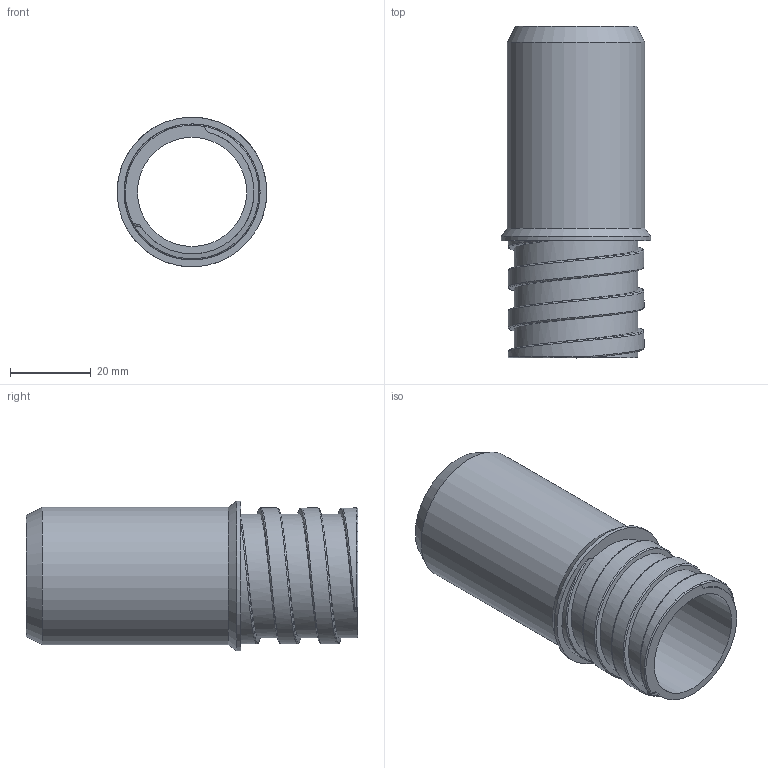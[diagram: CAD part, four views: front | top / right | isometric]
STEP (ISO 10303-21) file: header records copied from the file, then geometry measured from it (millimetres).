
FILE_DESCRIPTION((''),'2;1');
FILE_NAME('Inset dust tube.stp','2017-01-05T22:13:51',('Lizzy'),(''),'Autodesk Inventor 2012','Autodesk Inventor 2012','');
FILE_SCHEMA(('AUTOMOTIVE_DESIGN { 1 0 10303 214 1 1 1 1 }'));
Length unit declared in the file: millimetre
Products named in the file (1): Inset dust tube
Bounding box: 37 x 82 x 37 mm (x, y, z)
Volume: 24440.5 mm3; surface area: 16969.7 mm2
Topology: 1 solids, 1 shells, 17 faces, 38 edges, 24 vertices
Faces by surface type: bspline 6, cylinder 5, plane 3, cone 2, torus 1
Full cylindrical faces by diameter (mm): 27 x1, 34 x1, 37 x1
Entity records: 1619 total; most frequent: CARTESIAN_POINT 1276, ORIENTED_EDGE 64, DIRECTION 52, EDGE_CURVE 32, AXIS2_PLACEMENT_3D 26, EDGE_LOOP 25, VERTEX_POINT 23, B_SPLINE_CURVE_WITH_KNOTS 18
